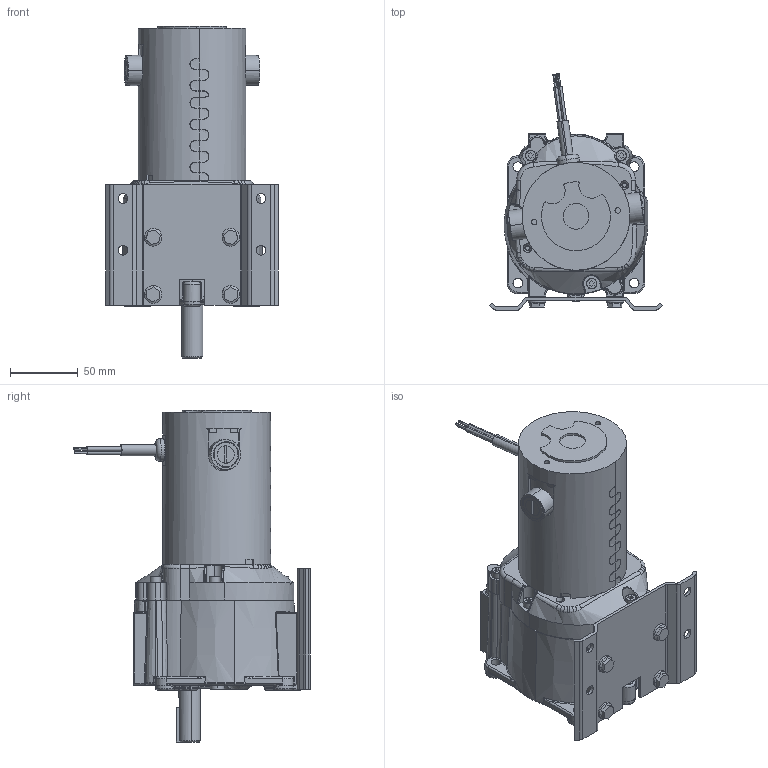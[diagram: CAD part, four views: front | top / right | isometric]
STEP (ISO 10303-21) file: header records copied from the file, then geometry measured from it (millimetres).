
FILE_DESCRIPTION (( 'STEP AP214' ), '1' );
FILE_NAME ('VP1A-90V-7018.STEP', '2025-01-29T18:12:14', ( '' ), ( '' ), 'SwSTEP 2.0', 'SolidWorks 2024', '' );
FILE_SCHEMA (( 'AUTOMOTIVE_DESIGN' ));
Length unit declared in the file: inch
Products named in the file (1): VP1A-90V-7018
Bounding box: 127 x 174.09 x 244.53 mm (x, y, z)
Volume: 1350995.4 mm3; surface area: 196075.1 mm2
Topology: 8 solids, 20 shells, 2435 faces, 6319 edges, 3983 vertices
Faces by surface type: cylinder 688, plane 642, cone 588, bspline 299, torus 176, sphere 42
Entity records: 104268 total; most frequent: CARTESIAN_POINT 47194, ORIENTED_EDGE 12588, DIRECTION 11405, EDGE_CURVE 6294, AXIS2_PLACEMENT_3D 4646, VERTEX_POINT 3982, EDGE_LOOP 2562, CIRCLE 2509
